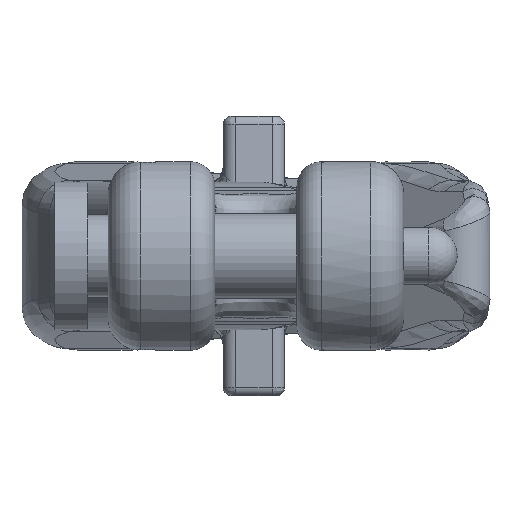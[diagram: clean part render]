
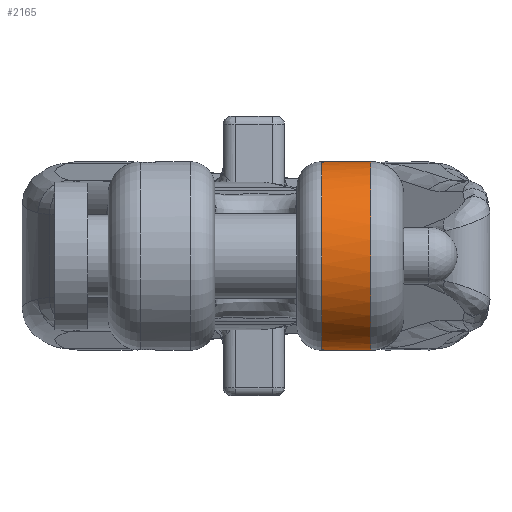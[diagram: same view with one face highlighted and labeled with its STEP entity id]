
A CAD part, left-side view. The second image highlights one B-rep face of the part: STEP entity #2165.
In plain terms, the highlighted cylindrical face has radius 11.5 mm (diameter 23 mm), a partial arc.
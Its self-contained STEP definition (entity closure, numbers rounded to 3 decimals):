
#389=LINE('',#11959,#608);
#390=LINE('',#11963,#609);
#608=VECTOR('',#7915,1.);
#609=VECTOR('',#7918,1.);
#1079=B_SPLINE_CURVE_WITH_KNOTS('',3,(#11954,#11955,#11956,#11957),
 .UNSPECIFIED.,.F.,.F.,(4,4),(0.,1.),.UNSPECIFIED.);
#1080=B_SPLINE_CURVE_WITH_KNOTS('',3,(#11965,#11966,#11967,#11968),
 .UNSPECIFIED.,.F.,.F.,(4,4),(0.,1.),.UNSPECIFIED.);
#1733=FACE_OUTER_BOUND('',#2795,.T.);
#2165=ADVANCED_FACE('',(#1733),#2579,.T.);
#2579=CYLINDRICAL_SURFACE('',#7283,11.5);
#2795=EDGE_LOOP('',(#3593,#3594,#3595,#3596,#3597,#3598));
#3593=ORIENTED_EDGE('',*,*,#6258,.T.);
#3594=ORIENTED_EDGE('',*,*,#6259,.T.);
#3595=ORIENTED_EDGE('',*,*,#6260,.T.);
#3596=ORIENTED_EDGE('',*,*,#6261,.T.);
#3597=ORIENTED_EDGE('',*,*,#6262,.T.);
#3598=ORIENTED_EDGE('',*,*,#6263,.T.);
#5595=VERTEX_POINT('',#11952);
#5596=VERTEX_POINT('',#11953);
#5597=VERTEX_POINT('',#11958);
#5598=VERTEX_POINT('',#11960);
#5599=VERTEX_POINT('',#11962);
#5600=VERTEX_POINT('',#11964);
#6258=EDGE_CURVE('',#5595,#5596,#6988,.T.);
#6259=EDGE_CURVE('',#5596,#5597,#1079,.T.);
#6260=EDGE_CURVE('',#5597,#5598,#389,.T.);
#6261=EDGE_CURVE('',#5598,#5599,#6989,.T.);
#6262=EDGE_CURVE('',#5599,#5600,#390,.T.);
#6263=EDGE_CURVE('',#5600,#5595,#1080,.T.);
#6988=CIRCLE('',#7281,11.5);
#6989=CIRCLE('',#7282,11.5);
#7281=AXIS2_PLACEMENT_3D('',#11951,#7913,#7914);
#7282=AXIS2_PLACEMENT_3D('',#11961,#7916,#7917);
#7283=AXIS2_PLACEMENT_3D('',#11969,#7919,#7920);
#7913=DIRECTION('',(0.,1.,0.));
#7914=DIRECTION('',(1.,0.,0.));
#7915=DIRECTION('',(0.,1.,0.));
#7916=DIRECTION('',(0.,-1.,0.));
#7917=DIRECTION('',(-1.,0.,0.));
#7918=DIRECTION('',(0.,-1.,0.));
#7919=DIRECTION('',(0.,-1.,0.));
#7920=DIRECTION('',(0.,0.,1.));
#11951=CARTESIAN_POINT('',(-63.4,-14.,0.));
#11952=CARTESIAN_POINT('',(-63.781,-14.,-11.494));
#11953=CARTESIAN_POINT('',(-63.781,-14.,11.494));
#11954=CARTESIAN_POINT('',(-63.781,-14.,11.494));
#11955=CARTESIAN_POINT('',(-62.74,-13.608,11.528));
#11956=CARTESIAN_POINT('',(-61.64,-13.328,11.414));
#11957=CARTESIAN_POINT('',(-60.613,-13.197,11.157));
#11958=CARTESIAN_POINT('',(-60.613,-13.197,11.157));
#11959=CARTESIAN_POINT('',(-60.613,57.,11.157));
#11960=CARTESIAN_POINT('',(-60.613,-8.,11.157));
#11961=CARTESIAN_POINT('',(-63.4,-8.,0.));
#11962=CARTESIAN_POINT('',(-60.613,-8.,-11.157));
#11963=CARTESIAN_POINT('',(-60.613,57.,-11.157));
#11964=CARTESIAN_POINT('',(-60.613,-13.197,-11.157));
#11965=CARTESIAN_POINT('',(-60.613,-13.197,-11.157));
#11966=CARTESIAN_POINT('',(-61.633,-13.327,-11.412));
#11967=CARTESIAN_POINT('',(-62.703,-13.594,-11.529));
#11968=CARTESIAN_POINT('',(-63.781,-14.,-11.494));
#11969=CARTESIAN_POINT('',(-63.4,57.,0.));
